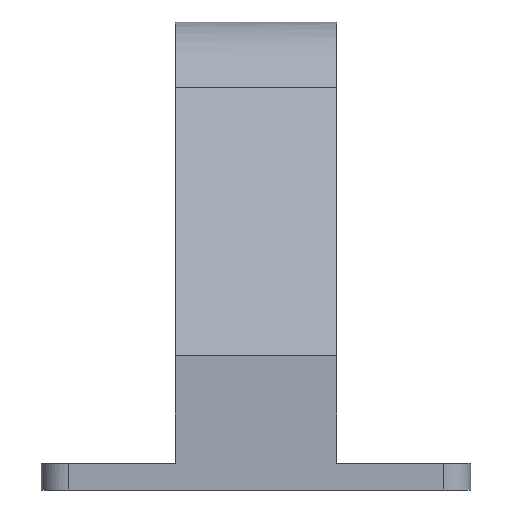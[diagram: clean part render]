
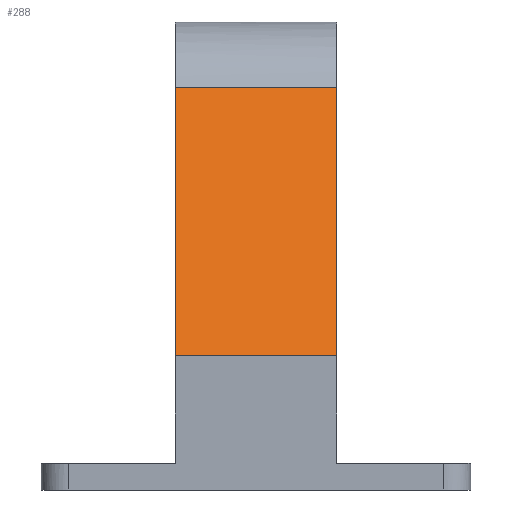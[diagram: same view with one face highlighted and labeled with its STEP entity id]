
A CAD part, left-side view. The second image highlights one B-rep face of the part: STEP entity #288.
In plain terms, the highlighted free-form (B-spline) face has degree [1, 1] with [2, 2] control points.
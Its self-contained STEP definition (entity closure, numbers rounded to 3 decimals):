
#288 = ADVANCED_FACE('',(#289),#319,.T.);
#289 = FACE_BOUND('',#290,.T.);
#290 = EDGE_LOOP('',(#291,#300,#307,#314));
#291 = ORIENTED_EDGE('',*,*,#292,.T.);
#292 = EDGE_CURVE('',#293,#295,#297,.T.);
#293 = VERTEX_POINT('',#294);
#294 = CARTESIAN_POINT('',(-74.412,27.904,
    46.507));
#295 = VERTEX_POINT('',#296);
#296 = CARTESIAN_POINT('',(-74.412,-27.904,
    46.507));
#297 = B_SPLINE_CURVE_WITH_KNOTS('',1,(#298,#299),.UNSPECIFIED.,.F.,.F.,
  (2,2),(0.,60.),.PIECEWISE_BEZIER_KNOTS.);
#298 = CARTESIAN_POINT('',(-74.412,27.904,
    46.507));
#299 = CARTESIAN_POINT('',(-74.412,-27.904,
    46.507));
#300 = ORIENTED_EDGE('',*,*,#301,.T.);
#301 = EDGE_CURVE('',#295,#302,#304,.T.);
#302 = VERTEX_POINT('',#303);
#303 = CARTESIAN_POINT('',(-34.897,-27.904,
    139.555));
#304 = B_SPLINE_CURVE_WITH_KNOTS('',1,(#305,#306),.UNSPECIFIED.,.F.,.F.,
  (2,2),(0.,108.682),.PIECEWISE_BEZIER_KNOTS.);
#305 = CARTESIAN_POINT('',(-74.412,-27.904,
    46.507));
#306 = CARTESIAN_POINT('',(-34.897,-27.904,
    139.555));
#307 = ORIENTED_EDGE('',*,*,#308,.T.);
#308 = EDGE_CURVE('',#302,#309,#311,.T.);
#309 = VERTEX_POINT('',#310);
#310 = CARTESIAN_POINT('',(-34.897,27.904,
    139.555));
#311 = B_SPLINE_CURVE_WITH_KNOTS('',1,(#312,#313),.UNSPECIFIED.,.F.,.F.,
  (2,2),(0.,60.),.PIECEWISE_BEZIER_KNOTS.);
#312 = CARTESIAN_POINT('',(-34.897,-27.904,
    139.555));
#313 = CARTESIAN_POINT('',(-34.897,27.904,
    139.555));
#314 = ORIENTED_EDGE('',*,*,#315,.T.);
#315 = EDGE_CURVE('',#309,#293,#316,.T.);
#316 = B_SPLINE_CURVE_WITH_KNOTS('',1,(#317,#318),.UNSPECIFIED.,.F.,.F.,
  (2,2),(0.,108.682),.PIECEWISE_BEZIER_KNOTS.);
#317 = CARTESIAN_POINT('',(-34.897,27.904,
    139.555));
#318 = CARTESIAN_POINT('',(-74.412,27.904,
    46.507));
#319 = B_SPLINE_SURFACE_WITH_KNOTS('',1,1,(
    (#320,#321)
    ,(#322,#323
    )),.UNSPECIFIED.,.F.,.F.,.F.,(2,2),(2,2),(-163.004,
    -54.322),(-30.,30.),.PIECEWISE_BEZIER_KNOTS.);
#320 = CARTESIAN_POINT('',(-34.897,27.904,
    139.555));
#321 = CARTESIAN_POINT('',(-34.897,-27.904,
    139.555));
#322 = CARTESIAN_POINT('',(-74.412,27.904,
    46.507));
#323 = CARTESIAN_POINT('',(-74.412,-27.904,
    46.507));
